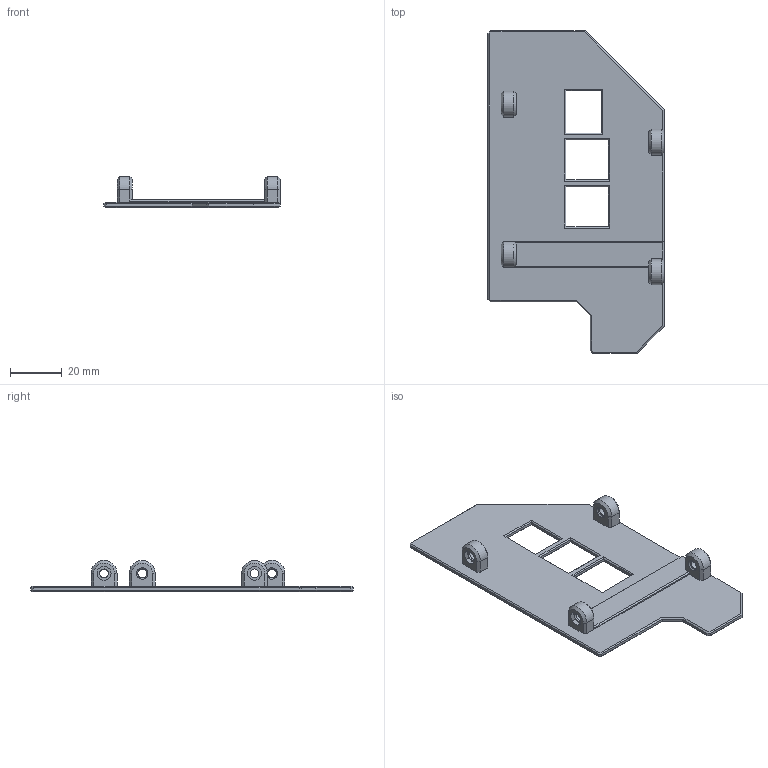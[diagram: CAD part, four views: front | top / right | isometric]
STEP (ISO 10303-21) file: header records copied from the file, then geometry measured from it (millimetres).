
FILE_DESCRIPTION(/* description */ (''),/* implementation_level */ '2;1');
FILE_NAME(/* name */ 'Lower Electronics Raspberry Pi Back Wall v24.step',/* time_stamp */ '2025-09-15T10:47:21-04:00',/* author */ (''),/* organization */ (''),/* preprocessor_version */ 'ST-DEVELOPER v20.1',/* originating_system */ 'Autodesk Translation Framework v14.17.0.0',/* authorisation */ '');
FILE_SCHEMA (('AUTOMOTIVE_DESIGN { 1 0 10303 214 3 1 1 }'));
Length unit declared in the file: millimetre
Products named in the file (1): Lower Electronics Raspberry Pi Back Wall
Bounding box: 68 x 124.4 x 12 mm (x, y, z)
Volume: 14816.7 mm3; surface area: 14925.9 mm2
Topology: 1 solids, 1 shells, 143 faces, 334 edges, 196 vertices
Faces by surface type: plane 115, cone 16, cylinder 12
Full cylindrical faces by diameter (mm): 3.4 x4, 4.6 x2, 6 x2
Entity records: 3990 total; most frequent: CARTESIAN_POINT 674, ORIENTED_EDGE 668, DIRECTION 663, EDGE_CURVE 334, LINE 293, VECTOR 293, VERTEX_POINT 196, AXIS2_PLACEMENT_3D 185
